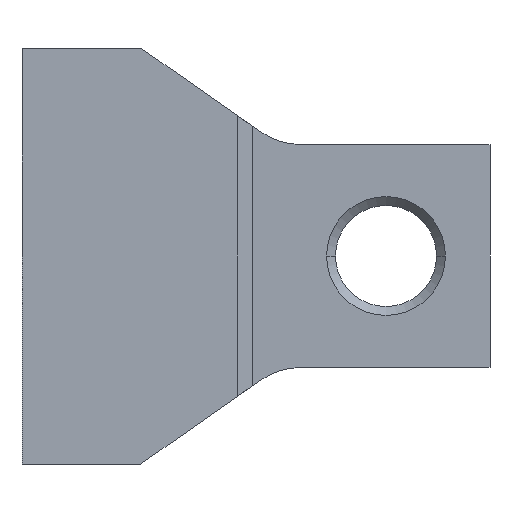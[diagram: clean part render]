
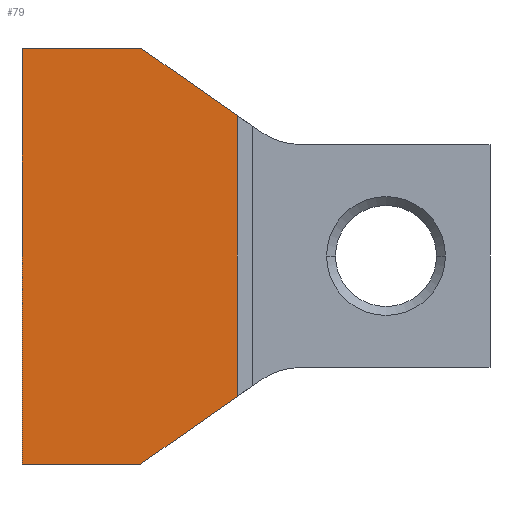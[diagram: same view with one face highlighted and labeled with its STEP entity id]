
A CAD part, front view. The second image highlights one B-rep face of the part: STEP entity #79.
In plain terms, the highlighted planar face has unit normal (0, -1, 0).
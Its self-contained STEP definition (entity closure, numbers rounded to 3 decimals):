
#79=ADVANCED_FACE('NONE',(#181),#182,.F.);
#181=FACE_OUTER_BOUND('',#308,.T.);
#182=PLANE('',#309);
#308=EDGE_LOOP('',(#477,#478,#479,#480,#481,#482));
#309=AXIS2_PLACEMENT_3D('',#483,#484,#485);
#477=ORIENTED_EDGE('',*,*,#798,.T.);
#478=ORIENTED_EDGE('',*,*,#799,.F.);
#479=ORIENTED_EDGE('',*,*,#800,.T.);
#480=ORIENTED_EDGE('',*,*,#801,.T.);
#481=ORIENTED_EDGE('',*,*,#802,.T.);
#482=ORIENTED_EDGE('',*,*,#803,.F.);
#483=CARTESIAN_POINT('',(0.0,0.0,14.0));
#484=DIRECTION('',(0.0,1.0,0.0));
#485=DIRECTION('',(1.0,0.0,-0.0));
#798=EDGE_CURVE('NONE',#960,#961,#962,.T.);
#799=EDGE_CURVE('NONE',#963,#961,#964,.T.);
#800=EDGE_CURVE('NONE',#963,#965,#966,.T.);
#801=EDGE_CURVE('NONE',#965,#967,#968,.T.);
#802=EDGE_CURVE('NONE',#967,#969,#970,.T.);
#803=EDGE_CURVE('NONE',#960,#969,#971,.T.);
#960=VERTEX_POINT('NONE',#1180);
#961=VERTEX_POINT('NONE',#1181);
#962=LINE('',#1182,#1183);
#963=VERTEX_POINT('NONE',#1184);
#964=LINE('',#1185,#1186);
#965=VERTEX_POINT('NONE',#1187);
#966=LINE('',#1188,#1189);
#967=VERTEX_POINT('NONE',#1190);
#968=LINE('',#1191,#1192);
#969=VERTEX_POINT('NONE',#1193);
#970=LINE('',#1194,#1195);
#971=LINE('',#1196,#1197);
#1180=CARTESIAN_POINT('',(14.5,0.0,9.449));
#1181=CARTESIAN_POINT('',(8.0,0.0,14.0));
#1182=CARTESIAN_POINT('',(8.0,0.0,14.0));
#1183=VECTOR('',#1460,1000.0);
#1184=CARTESIAN_POINT('',(0.0,0.0,14.0));
#1185=CARTESIAN_POINT('',(0.0,0.0,14.0));
#1186=VECTOR('',#1461,1000.0);
#1187=CARTESIAN_POINT('',(0.0,0.0,-14.0));
#1188=CARTESIAN_POINT('',(0.0,0.0,14.0));
#1189=VECTOR('',#1462,1000.0);
#1190=CARTESIAN_POINT('',(8.0,0.0,-14.0));
#1191=CARTESIAN_POINT('',(0.0,0.0,-14.0));
#1192=VECTOR('',#1463,1000.0);
#1193=CARTESIAN_POINT('',(14.5,0.0,-9.449));
#1194=CARTESIAN_POINT('',(8.0,0.0,-14.0));
#1195=VECTOR('',#1464,1000.0);
#1196=CARTESIAN_POINT('',(14.5,0.0,14.0));
#1197=VECTOR('',#1465,1000.0);
#1460=DIRECTION('',(-0.819,-0.0,0.574));
#1461=DIRECTION('',(1.0,0.0,0.0));
#1462=DIRECTION('',(-0.0,-0.0,-1.0));
#1463=DIRECTION('',(1.0,0.0,0.0));
#1464=DIRECTION('',(0.819,0.0,0.574));
#1465=DIRECTION('',(-0.0,-0.0,-1.0));
